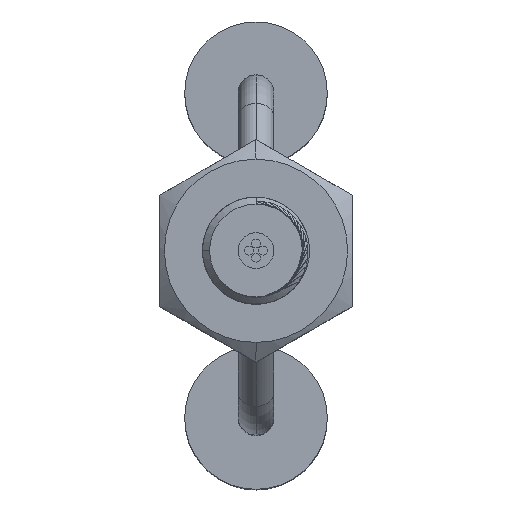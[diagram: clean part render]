
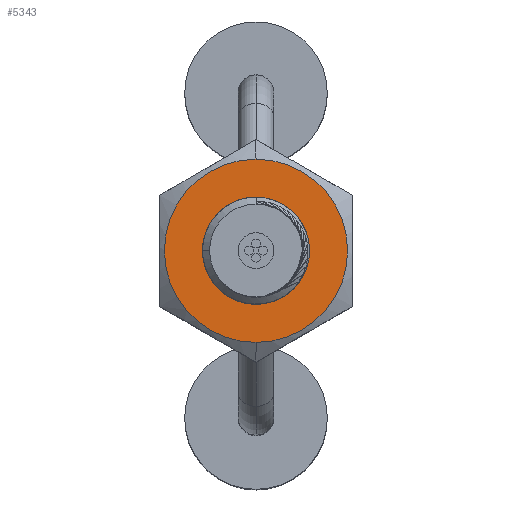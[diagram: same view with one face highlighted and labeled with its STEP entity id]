
A CAD part, top view. The second image highlights one B-rep face of the part: STEP entity #5343.
In plain terms, the highlighted planar face has unit normal (0, 0, 1).
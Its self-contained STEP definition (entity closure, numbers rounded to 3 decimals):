
#26 = CARTESIAN_POINT ( 'NONE',  ( 0., 0., 1. ) ) ;
#41 = DIRECTION ( 'NONE',  ( 0., 0., 1. ) ) ;
#109 = AXIS2_PLACEMENT_3D ( 'NONE', #579, #5782, #5749 ) ;
#253 = DIRECTION ( 'NONE',  ( 0., 0., 1. ) ) ;
#414 = DIRECTION ( 'NONE',  ( 1., 0., 0. ) ) ;
#492 = AXIS2_PLACEMENT_3D ( 'NONE', #6476, #41, #5296 ) ;
#568 = EDGE_CURVE ( 'NONE', #3115, #2623, #5100, .T. ) ;
#579 = CARTESIAN_POINT ( 'NONE',  ( 0., 0., 1. ) ) ;
#687 = CARTESIAN_POINT ( 'NONE',  ( 2.568, 0., 1. ) ) ;
#935 = FACE_OUTER_BOUND ( 'NONE', #4978, .T. ) ;
#1130 = CARTESIAN_POINT ( 'NONE',  ( -2.568, 0., 1. ) ) ;
#1241 = DIRECTION ( 'NONE',  ( 1., 0., 0. ) ) ;
#1710 = CIRCLE ( 'NONE', #5971, 1.5 ) ;
#2623 = VERTEX_POINT ( 'NONE', #5114 ) ;
#2687 = ORIENTED_EDGE ( 'NONE', *, *, #5442, .T. ) ;
#2782 = FACE_BOUND ( 'NONE', #5187, .T. ) ;
#2959 = CARTESIAN_POINT ( 'NONE',  ( 0., 0., 1. ) ) ;
#3000 = VERTEX_POINT ( 'NONE', #1130 ) ;
#3115 = VERTEX_POINT ( 'NONE', #5883 ) ;
#3161 = CIRCLE ( 'NONE', #5108, 2.568 ) ;
#3818 = EDGE_CURVE ( 'NONE', #2623, #3115, #1710, .T. ) ;
#4238 = ORIENTED_EDGE ( 'NONE', *, *, #568, .F. ) ;
#4558 = DIRECTION ( 'NONE',  ( 0., 0., 1. ) ) ;
#4822 = DIRECTION ( 'NONE',  ( 0., 0., 1. ) ) ;
#4978 = EDGE_LOOP ( 'NONE', ( #2687, #5754 ) ) ;
#4982 = CIRCLE ( 'NONE', #492, 2.568 ) ;
#5100 = CIRCLE ( 'NONE', #6799, 1.5 ) ;
#5108 = AXIS2_PLACEMENT_3D ( 'NONE', #2959, #4558, #6388 ) ;
#5114 = CARTESIAN_POINT ( 'NONE',  ( 1.5, 0., 1. ) ) ;
#5187 = EDGE_LOOP ( 'NONE', ( #7251, #4238 ) ) ;
#5296 = DIRECTION ( 'NONE',  ( 1., 0., 0. ) ) ;
#5343 = ADVANCED_FACE ( 'NONE', ( #2782, #935 ), #5898, .T. ) ;
#5442 = EDGE_CURVE ( 'NONE', #5474, #3000, #4982, .T. ) ;
#5474 = VERTEX_POINT ( 'NONE', #687 ) ;
#5618 = CARTESIAN_POINT ( 'NONE',  ( 0., 0., 1. ) ) ;
#5749 = DIRECTION ( 'NONE',  ( 1., 0., 0. ) ) ;
#5754 = ORIENTED_EDGE ( 'NONE', *, *, #6146, .T. ) ;
#5782 = DIRECTION ( 'NONE',  ( 0., 0., 1. ) ) ;
#5883 = CARTESIAN_POINT ( 'NONE',  ( -1.5, 0., 1. ) ) ;
#5898 = PLANE ( 'NONE',  #109 ) ;
#5971 = AXIS2_PLACEMENT_3D ( 'NONE', #5618, #253, #414 ) ;
#6146 = EDGE_CURVE ( 'NONE', #3000, #5474, #3161, .T. ) ;
#6388 = DIRECTION ( 'NONE',  ( 1., 0., 0. ) ) ;
#6476 = CARTESIAN_POINT ( 'NONE',  ( 0., 0., 1. ) ) ;
#6799 = AXIS2_PLACEMENT_3D ( 'NONE', #26, #4822, #1241 ) ;
#7251 = ORIENTED_EDGE ( 'NONE', *, *, #3818, .F. ) ;
